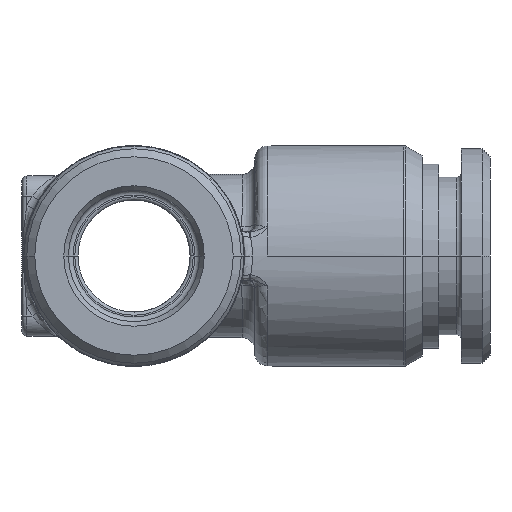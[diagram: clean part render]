
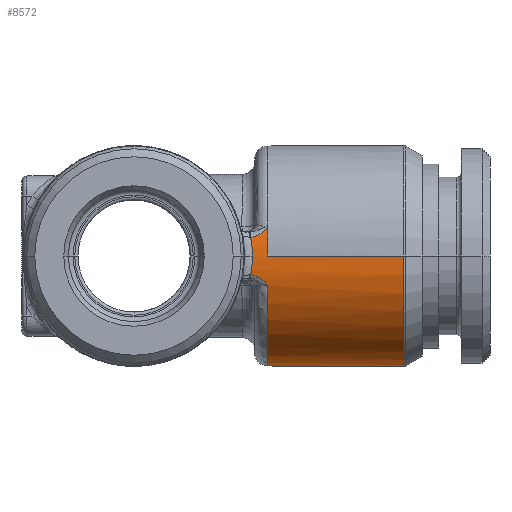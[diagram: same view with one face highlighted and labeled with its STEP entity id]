
A CAD part, left-side view. The second image highlights one B-rep face of the part: STEP entity #8572.
In plain terms, the highlighted cylindrical face has radius 6.9 mm (diameter 13.8 mm), a partial arc.
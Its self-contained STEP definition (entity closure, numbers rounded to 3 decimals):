
#1887=CARTESIAN_POINT('',(-6.643,-8.35,
-1.865));
#1888=CARTESIAN_POINT('',(-6.656,-8.319,
-1.82));
#1889=CARTESIAN_POINT('',(-6.681,-8.25,
-1.727));
#1890=CARTESIAN_POINT('',(-6.717,-8.123,
-1.582));
#1891=CARTESIAN_POINT('',(-6.749,-7.962,
-1.438));
#1892=CARTESIAN_POINT('',(-6.775,-7.764,
-1.307));
#1893=CARTESIAN_POINT('',(-6.793,-7.535,
-1.21));
#1894=CARTESIAN_POINT('',(-6.799,-7.375,
-1.178));
#1895=CARTESIAN_POINT('',(-6.8,-7.293,
-1.171));
#1897=CARTESIAN_POINT('',(-6.9,-7.401,
-0.001));
#1898=CARTESIAN_POINT('',(-6.9,-7.401,
-0.193));
#1899=CARTESIAN_POINT('',(-6.884,-7.382,
-0.582));
#1900=CARTESIAN_POINT('',(-6.834,-7.329,
-0.975));
#1901=CARTESIAN_POINT('',(-6.8,-7.293,
-1.171));
#1903=CARTESIAN_POINT('',(-6.8,-7.293,
1.171));
#1904=CARTESIAN_POINT('',(-6.832,-7.327,
0.983));
#1905=CARTESIAN_POINT('',(-6.882,-7.381,
0.599));
#1906=CARTESIAN_POINT('',(-6.9,-7.401,
0.201));
#1907=CARTESIAN_POINT('',(-6.9,-7.401,
-0.001));
#1909=CARTESIAN_POINT('',(-6.8,-7.293,
1.171));
#1910=CARTESIAN_POINT('',(-6.799,-7.379,
1.179));
#1911=CARTESIAN_POINT('',(-6.793,-7.538,
1.212));
#1912=CARTESIAN_POINT('',(-6.778,-7.736,
1.295));
#1913=CARTESIAN_POINT('',(-6.758,-7.896,
1.392));
#1914=CARTESIAN_POINT('',(-6.736,-8.027,
1.495));
#1915=CARTESIAN_POINT('',(-6.713,-8.133,
1.596));
#1916=CARTESIAN_POINT('',(-6.69,-8.219,
1.692));
#1917=CARTESIAN_POINT('',(-6.666,-8.291,
1.782));
#1918=CARTESIAN_POINT('',(-6.651,-8.331,
1.838));
#1919=CARTESIAN_POINT('',(-6.643,-8.35,
1.865));
#1921=CARTESIAN_POINT('',(0.,-8.35,0.));
#1922=DIRECTION('',(0.,-1.,0.));
#1923=DIRECTION('',(-0.963,0.,0.27));
#1924=AXIS2_PLACEMENT_3D('',#1921,#1922,#1923);
#1926=CARTESIAN_POINT('',(0.,-16.87,0.));
#1927=DIRECTION('',(0.,1.,0.));
#1928=DIRECTION('',(1.,0.,0.));
#1929=AXIS2_PLACEMENT_3D('',#1926,#1927,#1928);
#1931=CARTESIAN_POINT('',(0.,-8.35,0.));
#1932=DIRECTION('',(0.,-1.,0.));
#1933=DIRECTION('',(1.,0.,0.));
#1934=AXIS2_PLACEMENT_3D('',#1931,#1932,#1933);
#1936=CARTESIAN_POINT('',(6.643,-8.35,1.865));
#1937=CARTESIAN_POINT('',(6.648,-8.338,1.848));
#1938=CARTESIAN_POINT('',(6.658,-8.313,1.812));
#1939=CARTESIAN_POINT('',(6.674,-8.268,1.754));
#1940=CARTESIAN_POINT('',(6.69,-8.217,1.69));
#1941=CARTESIAN_POINT('',(6.707,-8.156,1.622));
#1942=CARTESIAN_POINT('',(6.724,-8.086,1.551));
#1943=CARTESIAN_POINT('',(6.74,-8.003,1.476));
#1944=CARTESIAN_POINT('',(6.756,-7.905,1.401));
#1945=CARTESIAN_POINT('',(6.771,-7.789,1.326));
#1946=CARTESIAN_POINT('',(6.785,-7.651,1.258));
#1947=CARTESIAN_POINT('',(6.795,-7.488,1.201));
#1948=CARTESIAN_POINT('',(6.799,-7.361,1.177));
#1949=CARTESIAN_POINT('',(6.8,-7.292,1.171));
#1951=CARTESIAN_POINT('',(6.9,-7.4,
0.001));
#1952=CARTESIAN_POINT('',(6.9,-7.4,
0.201));
#1953=CARTESIAN_POINT('',(6.883,-7.381,
0.597));
#1954=CARTESIAN_POINT('',(6.832,-7.327,
0.982));
#1955=CARTESIAN_POINT('',(6.8,-7.292,1.171));
#1957=CARTESIAN_POINT('',(6.8,-7.293,
-1.171));
#1958=CARTESIAN_POINT('',(6.82,-7.314,
-1.056));
#1959=CARTESIAN_POINT('',(6.855,-7.352,
-0.815));
#1960=CARTESIAN_POINT('',(6.891,-7.39,
-0.424));
#1961=CARTESIAN_POINT('',(6.9,-7.4,
-0.144));
#1962=CARTESIAN_POINT('',(6.9,-7.4,
0.001));
#1964=CARTESIAN_POINT('',(6.8,-7.293,
-1.171));
#1965=CARTESIAN_POINT('',(6.798,-7.386,
-1.179));
#1966=CARTESIAN_POINT('',(6.792,-7.556,
-1.217));
#1967=CARTESIAN_POINT('',(6.775,-7.768,
-1.311));
#1968=CARTESIAN_POINT('',(6.752,-7.939,
-1.423));
#1969=CARTESIAN_POINT('',(6.726,-8.077,
-1.54));
#1970=CARTESIAN_POINT('',(6.699,-8.188,
-1.655));
#1971=CARTESIAN_POINT('',(6.671,-8.278,
-1.764));
#1972=CARTESIAN_POINT('',(6.652,-8.328,
-1.832));
#1973=CARTESIAN_POINT('',(6.643,-8.35,
-1.865));
#1981=CARTESIAN_POINT('',(-6.643,-8.35,
-1.865));
#2347=CARTESIAN_POINT('',(0.,-8.35,0.));
#2348=DIRECTION('',(0.,1.,0.));
#2349=DIRECTION('',(0.963,0.,-0.27));
#2350=AXIS2_PLACEMENT_3D('',#2347,#2348,#2349);
#2425=CARTESIAN_POINT('',(-6.8,-7.293,
-1.171));
#2530=DIRECTION('',(0.,1.,0.));
#2531=VECTOR('',#2530,8.52);
#2532=CARTESIAN_POINT('',(6.9,-16.87,0.));
#2533=LINE('',#2532,#2531);
#2539=DIRECTION('',(0.,1.,0.));
#2540=VECTOR('',#2539,8.52);
#2541=CARTESIAN_POINT('',(-6.9,-16.87,0.));
#2542=LINE('',#2541,#2540);
#5147=CARTESIAN_POINT('',(-6.9,-16.87,0.));
#5148=CARTESIAN_POINT('',(6.9,-16.87,0.));
#5149=VERTEX_POINT('',#5147);
#5150=VERTEX_POINT('',#5148);
#5151=CARTESIAN_POINT('',(6.9,-8.35,0.));
#5152=VERTEX_POINT('',#5151);
#5153=CARTESIAN_POINT('',(-6.9,-8.35,0.));
#5154=VERTEX_POINT('',#5153);
#5332=CARTESIAN_POINT('',(6.643,-8.35,1.865));
#5333=CARTESIAN_POINT('',(-6.644,-8.35,1.864));
#5334=VERTEX_POINT('',#5332);
#5335=VERTEX_POINT('',#5333);
#5423=VERTEX_POINT('',#2425);
#5424=VERTEX_POINT('',#1981);
#5442=CARTESIAN_POINT('',(6.643,-8.35,-1.865));
#5443=VERTEX_POINT('',#5442);
#6077=CARTESIAN_POINT('',(-6.9,-7.401,
-0.001));
#6079=VERTEX_POINT('',#6077);
#6081=CARTESIAN_POINT('',(6.9,-7.4,
0.001));
#6083=VERTEX_POINT('',#6081);
#6115=VERTEX_POINT('',#1909);
#6120=VERTEX_POINT('',#1949);
#6121=VERTEX_POINT('',#1964);
#8538=CARTESIAN_POINT('',(0.,-18.,0.));
#8539=DIRECTION('',(0.,1.,0.));
#8540=DIRECTION('',(1.,0.,0.));
#8541=AXIS2_PLACEMENT_3D('',#8538,#8539,#8540);
#8542=CYLINDRICAL_SURFACE('',#8541,6.9);
#8544=ORIENTED_EDGE('',*,*,#8543,.T.);
#8546=ORIENTED_EDGE('',*,*,#8545,.F.);
#8548=ORIENTED_EDGE('',*,*,#8547,.F.);
#8550=ORIENTED_EDGE('',*,*,#8549,.T.);
#8552=ORIENTED_EDGE('',*,*,#8551,.T.);
#8554=ORIENTED_EDGE('',*,*,#8553,.F.);
#8556=ORIENTED_EDGE('',*,*,#8555,.F.);
#8558=ORIENTED_EDGE('',*,*,#8557,.T.);
#8560=ORIENTED_EDGE('',*,*,#8559,.T.);
#8561=ORIENTED_EDGE('',*,*,#8533,.T.);
#8563=ORIENTED_EDGE('',*,*,#8562,.F.);
#8565=ORIENTED_EDGE('',*,*,#8564,.F.);
#8567=ORIENTED_EDGE('',*,*,#8566,.T.);
#8569=ORIENTED_EDGE('',*,*,#8568,.T.);
#8570=EDGE_LOOP('',(#8544,#8546,#8548,#8550,#8552,#8554,#8556,#8558,#8560,#8561,
#8563,#8565,#8567,#8569));
#8571=FACE_OUTER_BOUND('',#8570,.F.);
#8572=ADVANCED_FACE('',(#8571),#8542,.T.);
#1896=B_SPLINE_CURVE_WITH_KNOTS('',3,(#1887,#1888,#1889,#1890,#1891,#1892,#1893,
#1894,#1895),.UNSPECIFIED.,.F.,.F.,(4,1,1,1,1,1,4),(0.,0.167,
0.333,0.5,0.667,0.833,1.),
.UNSPECIFIED.);
#1902=B_SPLINE_CURVE_WITH_KNOTS('',3,(#1897,#1898,#1899,#1900,#1901),
.UNSPECIFIED.,.F.,.F.,(4,1,4),(0.,0.5,1.),.UNSPECIFIED.);
#1908=B_SPLINE_CURVE_WITH_KNOTS('',3,(#1903,#1904,#1905,#1906,#1907),
.UNSPECIFIED.,.F.,.F.,(4,1,4),(0.,0.5,1.),.UNSPECIFIED.);
#1920=B_SPLINE_CURVE_WITH_KNOTS('',3,(#1909,#1910,#1911,#1912,#1913,#1914,#1915,
#1916,#1917,#1918,#1919),.UNSPECIFIED.,.F.,.F.,(4,1,1,1,1,1,1,1,4),(0.,
0.125,0.25,0.375,0.5,0.625,0.75,0.875,1.),.UNSPECIFIED.);
#1925=CIRCLE('',#1924,6.9);
#1930=CIRCLE('',#1929,6.9);
#1935=CIRCLE('',#1934,6.9);
#1950=B_SPLINE_CURVE_WITH_KNOTS('',3,(#1936,#1937,#1938,#1939,#1940,#1941,#1942,
#1943,#1944,#1945,#1946,#1947,#1948,#1949),.UNSPECIFIED.,.F.,.F.,(4,1,1,1,1,1,1,
1,1,1,1,4),(0.,0.091,0.182,0.273,
0.364,0.455,0.545,0.636,
0.727,0.818,0.909,1.),.UNSPECIFIED.);
#1956=B_SPLINE_CURVE_WITH_KNOTS('',3,(#1951,#1952,#1953,#1954,#1955),
.UNSPECIFIED.,.F.,.F.,(4,1,4),(0.,0.5,1.),.UNSPECIFIED.);
#1963=B_SPLINE_CURVE_WITH_KNOTS('',3,(#1957,#1958,#1959,#1960,#1961,#1962),
.UNSPECIFIED.,.F.,.F.,(4,1,1,4),(0.,0.333,0.667,1.),
.UNSPECIFIED.);
#1974=B_SPLINE_CURVE_WITH_KNOTS('',3,(#1964,#1965,#1966,#1967,#1968,#1969,#1970,
#1971,#1972,#1973),.UNSPECIFIED.,.F.,.F.,(4,1,1,1,1,1,1,4),(0.,
0.143,0.286,0.429,0.571,
0.714,0.857,1.),.UNSPECIFIED.);
#2351=CIRCLE('',#2350,6.9);
#8533=EDGE_CURVE('',#5334,#6120,#1950,.T.);
#8543=EDGE_CURVE('',#5424,#5423,#1896,.T.);
#8545=EDGE_CURVE('',#6079,#5423,#1902,.T.);
#8547=EDGE_CURVE('',#6115,#6079,#1908,.T.);
#8549=EDGE_CURVE('',#6115,#5335,#1920,.T.);
#8551=EDGE_CURVE('',#5335,#5154,#1925,.T.);
#8553=EDGE_CURVE('',#5149,#5154,#2542,.T.);
#8555=EDGE_CURVE('',#5150,#5149,#1930,.T.);
#8557=EDGE_CURVE('',#5150,#5152,#2533,.T.);
#8559=EDGE_CURVE('',#5152,#5334,#1935,.T.);
#8562=EDGE_CURVE('',#6083,#6120,#1956,.T.);
#8564=EDGE_CURVE('',#6121,#6083,#1963,.T.);
#8566=EDGE_CURVE('',#6121,#5443,#1974,.T.);
#8568=EDGE_CURVE('',#5443,#5424,#2351,.T.);
